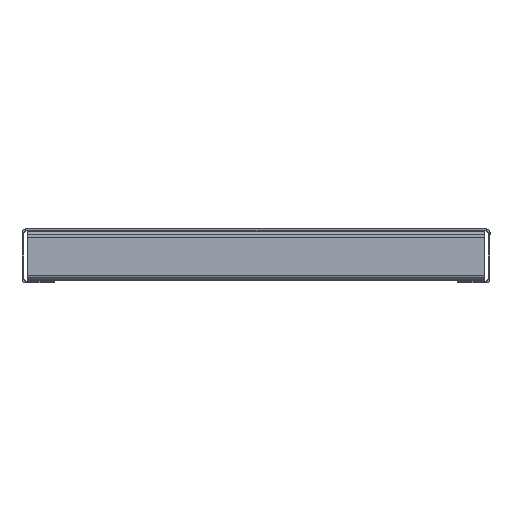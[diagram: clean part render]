
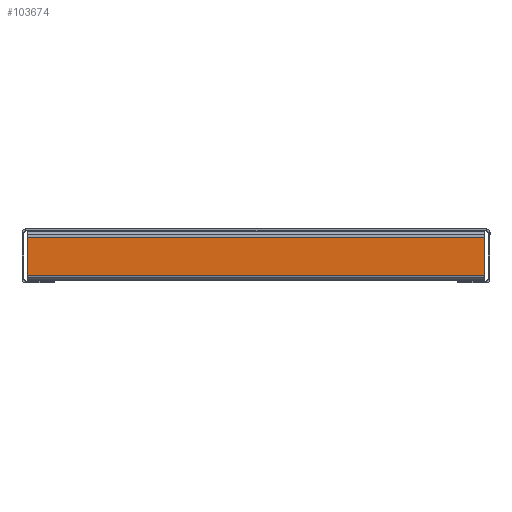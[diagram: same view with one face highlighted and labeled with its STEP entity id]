
A CAD part, left-side view. The second image highlights one B-rep face of the part: STEP entity #103674.
In plain terms, the highlighted face is planar.
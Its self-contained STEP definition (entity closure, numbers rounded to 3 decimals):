
#103616=CARTESIAN_POINT('',(70.,27.5,292.0));
#103617=VERTEX_POINT('',#103616);
#103625=CARTESIAN_POINT('',(70.,27.5,0.0));
#103626=VERTEX_POINT('',#103625);
#103627=CARTESIAN_POINT('',(70.,27.5,0.0));
#103628=DIRECTION('',(0.0,0.0,1.0));
#103629=VECTOR('',#103628,292.0);
#103630=LINE('',#103627,#103629);
#103631=EDGE_CURVE('',#103626,#103617,#103630,.T.);
#103644=CARTESIAN_POINT('',(70.,27.5,0.0));
#103645=DIRECTION('',(1.0,0.0,0.0));
#103646=DIRECTION('',(0.0,0.0,-1.0));
#103647=AXIS2_PLACEMENT_3D('',#103644,#103645,#103646);
#103648=PLANE('',#103647);
#103649=CARTESIAN_POINT('',(70.,3.,292.0));
#103650=VERTEX_POINT('',#103649);
#103651=CARTESIAN_POINT('',(70.,27.5,292.0));
#103652=DIRECTION('',(0.0,-1.0,0.0));
#103653=VECTOR('',#103652,24.5);
#103654=LINE('',#103651,#103653);
#103655=EDGE_CURVE('',#103617,#103650,#103654,.T.);
#103656=ORIENTED_EDGE('',*,*,#103655,.T.);
#103657=CARTESIAN_POINT('',(70.,3.,0.0));
#103658=VERTEX_POINT('',#103657);
#103659=CARTESIAN_POINT('',(70.,3.,0.0));
#103660=DIRECTION('',(0.0,0.0,1.0));
#103661=VECTOR('',#103660,292.0);
#103662=LINE('',#103659,#103661);
#103663=EDGE_CURVE('',#103658,#103650,#103662,.T.);
#103664=ORIENTED_EDGE('',*,*,#103663,.F.);
#103665=CARTESIAN_POINT('',(70.,3.,0.0));
#103666=DIRECTION('',(0.0,1.0,0.0));
#103667=VECTOR('',#103666,24.5);
#103668=LINE('',#103665,#103667);
#103669=EDGE_CURVE('',#103658,#103626,#103668,.T.);
#103670=ORIENTED_EDGE('',*,*,#103669,.T.);
#103671=ORIENTED_EDGE('',*,*,#103631,.T.);
#103672=EDGE_LOOP('',(#103656,#103664,#103670,#103671));
#103673=FACE_OUTER_BOUND('',#103672,.T.);
#103674=ADVANCED_FACE('',(#103673),#103648,.T.);
